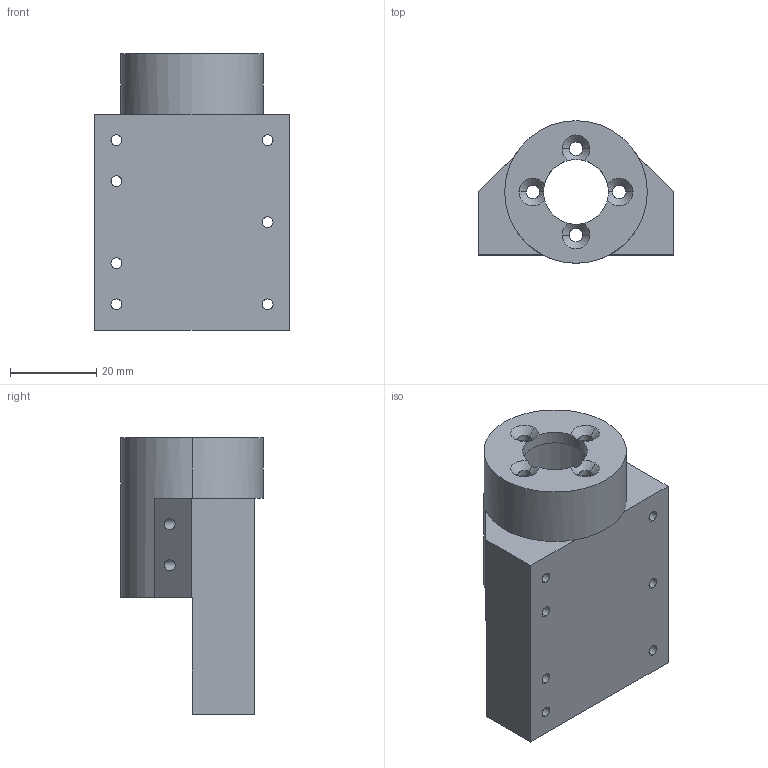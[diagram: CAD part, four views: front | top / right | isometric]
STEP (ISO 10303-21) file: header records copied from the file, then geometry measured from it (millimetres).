
FILE_DESCRIPTION (( 'STEP AP214' ), '1' );
FILE_NAME ('support_moteur_v3.STEP', '2023-01-27T20:28:38', ( '' ), ( '' ), 'SwSTEP 2.0', 'SolidWorks 2018', '' );
FILE_SCHEMA (( 'AUTOMOTIVE_DESIGN' ));
Length unit declared in the file: millimetre
Products named in the file (1): support_moteur_v3
Bounding box: 45 x 33 x 64 mm (x, y, z)
Volume: 24965.2 mm3; surface area: 14069.8 mm2
Topology: 1 solids, 1 shells, 50 faces, 142 edges, 90 vertices
Faces by surface type: cylinder 28, plane 14, cone 8
Entity records: 1764 total; most frequent: CARTESIAN_POINT 355, DIRECTION 298, ORIENTED_EDGE 284, EDGE_CURVE 142, AXIS2_PLACEMENT_3D 117, VERTEX_POINT 90, EDGE_LOOP 70, CIRCLE 66
